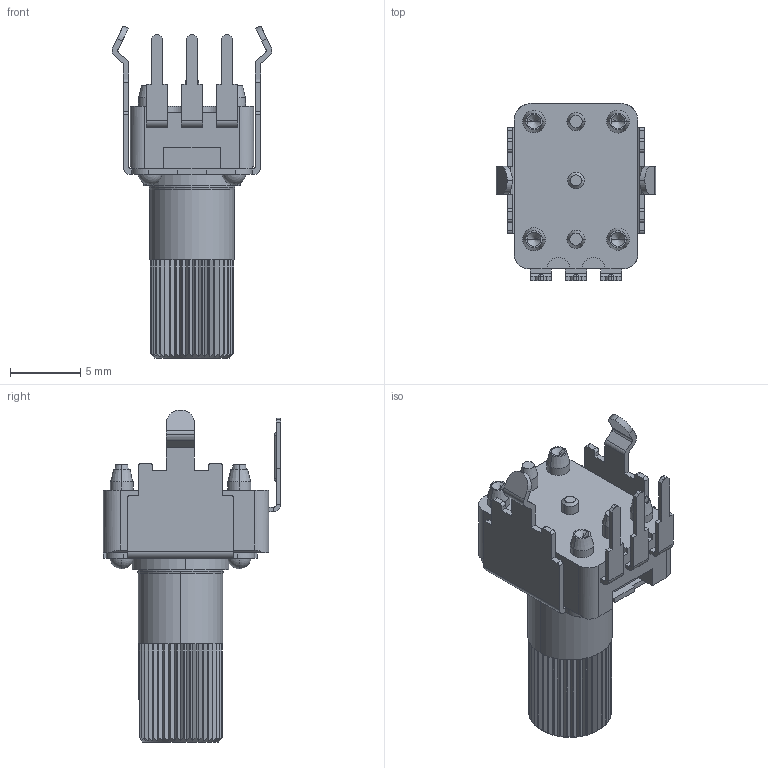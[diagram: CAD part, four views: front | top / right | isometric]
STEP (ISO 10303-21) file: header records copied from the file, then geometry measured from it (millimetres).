
FILE_DESCRIPTION(('STEP AP203'),'1');
FILE_NAME('rk09k1130a5r.stp','2021-05-25T09:39:05',('TraceParts'),('TraceParts S.A.'),'Spatial InterOp 3D',' ',' ');
FILE_SCHEMA(('CONFIG_CONTROL_DESIGN'));
Length unit declared in the file: millimetre
Products named in the file (1): 1
Bounding box: 11.4 x 12.65 x 23.7 mm (x, y, z)
Volume: 921.6 mm3; surface area: 1064.1 mm2
Topology: 1 solids, 1 shells, 387 faces, 1053 edges, 672 vertices
Faces by surface type: plane 222, cylinder 118, cone 27, sphere 20
Entity records: 12150 total; most frequent: CARTESIAN_POINT 2345, ORIENTED_EDGE 2066, DIRECTION 2024, EDGE_CURVE 1033, AXIS2_PLACEMENT_3D 687, VERTEX_POINT 672, LINE 650, VECTOR 650
